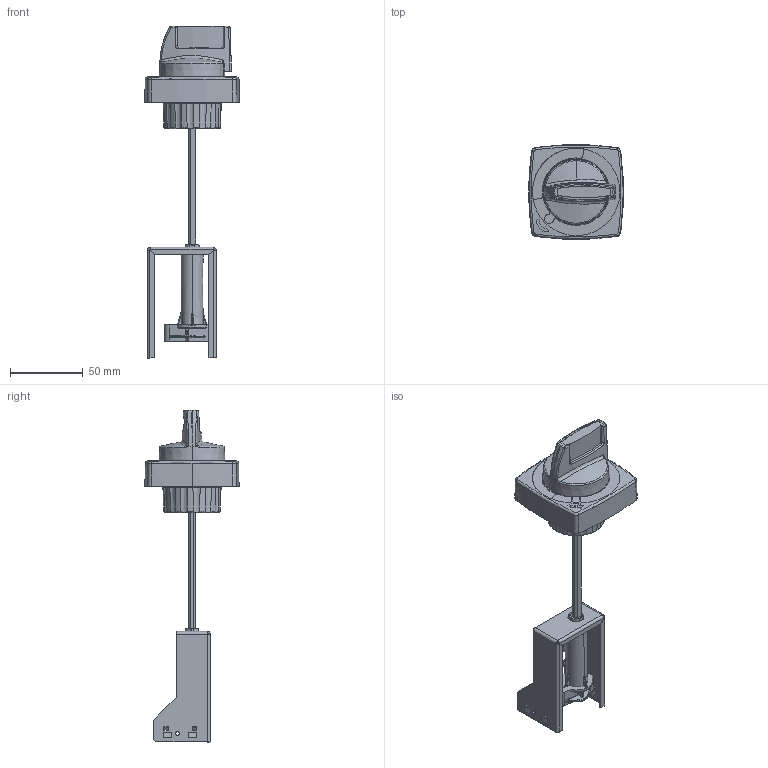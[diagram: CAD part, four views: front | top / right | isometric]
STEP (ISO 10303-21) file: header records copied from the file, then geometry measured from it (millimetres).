
FILE_DESCRIPTION (( 'STEP AP203' ), '1' );
FILE_NAME ('MRX-130E.step', '2020-08-11T11:05:49', ( '' ), ( '' ), 'SwSTEP 2.0', 'SolidWorks 2019', '' );
FILE_SCHEMA (( 'CONFIG_CONTROL_DESIGN' ));
Length unit declared in the file: inch
Products named in the file (1): MRX-130E
Bounding box: 64.89 x 64.67 x 228 mm (x, y, z)
Volume: 136191.7 mm3; surface area: 49918.7 mm2
Topology: 7 solids, 7 shells, 826 faces, 2107 edges, 1320 vertices
Faces by surface type: plane 314, bspline 219, cylinder 196, cone 97
Entity records: 39141 total; most frequent: CARTESIAN_POINT 21790, ORIENTED_EDGE 4202, DIRECTION 2708, EDGE_CURVE 2101, VERTEX_POINT 1320, AXIS2_PLACEMENT_3D 934, EDGE_LOOP 881, LINE 840
